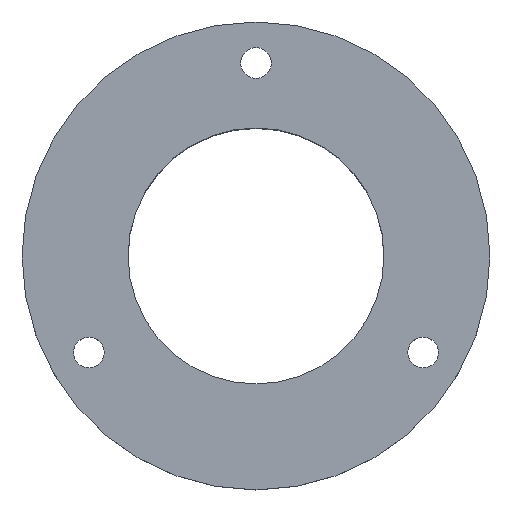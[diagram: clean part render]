
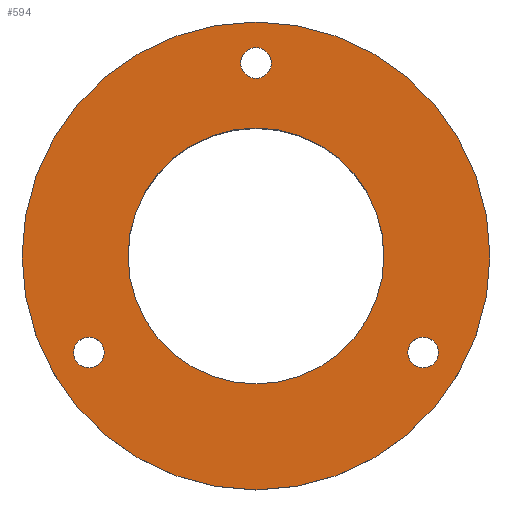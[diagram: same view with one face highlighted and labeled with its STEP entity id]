
A CAD part, top view. The second image highlights one B-rep face of the part: STEP entity #594.
In plain terms, the highlighted planar face has unit normal (0, 0, 1).
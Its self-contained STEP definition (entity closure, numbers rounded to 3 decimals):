
#4 = DIRECTION ( 'NONE',  ( -1., 0., 0. ) ) ;
#8 = CARTESIAN_POINT ( 'NONE',  ( -17.5, 0., 20. ) ) ;
#10 = CARTESIAN_POINT ( 'NONE',  ( 0., 0., 20. ) ) ;
#26 = ORIENTED_EDGE ( 'NONE', *, *, #448, .T. ) ;
#30 = VERTEX_POINT ( 'NONE', #477 ) ;
#42 = VERTEX_POINT ( 'NONE', #229 ) ;
#51 = ORIENTED_EDGE ( 'NONE', *, *, #364, .T. ) ;
#57 = EDGE_CURVE ( 'NONE', #412, #660, #345, .T. ) ;
#82 = EDGE_LOOP ( 'NONE', ( #243, #51 ) ) ;
#89 = CARTESIAN_POINT ( 'NONE',  ( 22.863, -13.2, 20. ) ) ;
#98 = ORIENTED_EDGE ( 'NONE', *, *, #685, .T. ) ;
#100 = VERTEX_POINT ( 'NONE', #375 ) ;
#102 = CARTESIAN_POINT ( 'NONE',  ( -22.863, -13.2, 20. ) ) ;
#103 = CIRCLE ( 'NONE', #459, 2.1 ) ;
#107 = AXIS2_PLACEMENT_3D ( 'NONE', #495, #661, #178 ) ;
#114 = DIRECTION ( 'NONE',  ( 0., 0., -1. ) ) ;
#120 = FACE_OUTER_BOUND ( 'NONE', #82, .T. ) ;
#136 = DIRECTION ( 'NONE',  ( 0., 0., -1. ) ) ;
#141 = CIRCLE ( 'NONE', #611, 17.5 ) ;
#148 = EDGE_CURVE ( 'NONE', #670, #473, #614, .T. ) ;
#150 = CIRCLE ( 'NONE', #281, 2.1 ) ;
#159 = DIRECTION ( 'NONE',  ( 0.5, -0.866, 0. ) ) ;
#161 = FACE_BOUND ( 'NONE', #571, .T. ) ;
#167 = CIRCLE ( 'NONE', #107, 2.1 ) ;
#169 = DIRECTION ( 'NONE',  ( 1., 0., 0. ) ) ;
#174 = DIRECTION ( 'NONE',  ( 0., 0., 1. ) ) ;
#177 = CARTESIAN_POINT ( 'NONE',  ( 32., 0., 20. ) ) ;
#178 = DIRECTION ( 'NONE',  ( 0.5, 0.866, 0. ) ) ;
#181 = AXIS2_PLACEMENT_3D ( 'NONE', #182, #136, #353 ) ;
#182 = CARTESIAN_POINT ( 'NONE',  ( 0., 26.4, 20. ) ) ;
#197 = ORIENTED_EDGE ( 'NONE', *, *, #276, .T. ) ;
#222 = PLANE ( 'NONE',  #663 ) ;
#224 = CIRCLE ( 'NONE', #612, 2.1 ) ;
#228 = DIRECTION ( 'NONE',  ( 0.5, -0.866, 0. ) ) ;
#229 = CARTESIAN_POINT ( 'NONE',  ( -23.913, -11.381, 20. ) ) ;
#237 = AXIS2_PLACEMENT_3D ( 'NONE', #10, #282, #479 ) ;
#243 = ORIENTED_EDGE ( 'NONE', *, *, #148, .T. ) ;
#257 = AXIS2_PLACEMENT_3D ( 'NONE', #566, #408, #626 ) ;
#261 = ORIENTED_EDGE ( 'NONE', *, *, #519, .F. ) ;
#276 = EDGE_CURVE ( 'NONE', #422, #30, #167, .T. ) ;
#281 = AXIS2_PLACEMENT_3D ( 'NONE', #89, #671, #501 ) ;
#282 = DIRECTION ( 'NONE',  ( 0., 0., 1. ) ) ;
#293 = EDGE_LOOP ( 'NONE', ( #26, #644 ) ) ;
#299 = AXIS2_PLACEMENT_3D ( 'NONE', #432, #174, #169 ) ;
#311 = EDGE_LOOP ( 'NONE', ( #98, #617 ) ) ;
#345 = CIRCLE ( 'NONE', #237, 17.5 ) ;
#351 = VERTEX_POINT ( 'NONE', #621 ) ;
#353 = DIRECTION ( 'NONE',  ( -1., 0., 0. ) ) ;
#364 = EDGE_CURVE ( 'NONE', #473, #670, #569, .T. ) ;
#372 = CIRCLE ( 'NONE', #181, 2.1 ) ;
#375 = CARTESIAN_POINT ( 'NONE',  ( 2.1, 26.4, 20. ) ) ;
#384 = DIRECTION ( 'NONE',  ( 0., 0., -1. ) ) ;
#408 = DIRECTION ( 'NONE',  ( 0., 0., 1. ) ) ;
#412 = VERTEX_POINT ( 'NONE', #643 ) ;
#414 = DIRECTION ( 'NONE',  ( 0., 0., -1. ) ) ;
#415 = EDGE_LOOP ( 'NONE', ( #526, #197 ) ) ;
#420 = DIRECTION ( 'NONE',  ( 1., 0., 0. ) ) ;
#422 = VERTEX_POINT ( 'NONE', #633 ) ;
#431 = CARTESIAN_POINT ( 'NONE',  ( 0., 0., 20. ) ) ;
#432 = CARTESIAN_POINT ( 'NONE',  ( 0., 0., 20. ) ) ;
#435 = CARTESIAN_POINT ( 'NONE',  ( 0., 26.4, 20. ) ) ;
#437 = CARTESIAN_POINT ( 'NONE',  ( 0., 0., 20. ) ) ;
#448 = EDGE_CURVE ( 'NONE', #505, #42, #460, .T. ) ;
#459 = AXIS2_PLACEMENT_3D ( 'NONE', #474, #114, #228 ) ;
#460 = CIRCLE ( 'NONE', #554, 2.1 ) ;
#473 = VERTEX_POINT ( 'NONE', #595 ) ;
#474 = CARTESIAN_POINT ( 'NONE',  ( -22.863, -13.2, 20. ) ) ;
#477 = CARTESIAN_POINT ( 'NONE',  ( 23.913, -11.381, 20. ) ) ;
#479 = DIRECTION ( 'NONE',  ( 1., 0., 0. ) ) ;
#490 = EDGE_CURVE ( 'NONE', #100, #351, #224, .T. ) ;
#495 = CARTESIAN_POINT ( 'NONE',  ( 22.863, -13.2, 20. ) ) ;
#501 = DIRECTION ( 'NONE',  ( 0.5, 0.866, 0. ) ) ;
#505 = VERTEX_POINT ( 'NONE', #654 ) ;
#519 = EDGE_CURVE ( 'NONE', #660, #412, #141, .T. ) ;
#526 = ORIENTED_EDGE ( 'NONE', *, *, #697, .T. ) ;
#542 = DIRECTION ( 'NONE',  ( 0., 0., 1. ) ) ;
#554 = AXIS2_PLACEMENT_3D ( 'NONE', #102, #414, #159 ) ;
#563 = EDGE_CURVE ( 'NONE', #42, #505, #103, .T. ) ;
#566 = CARTESIAN_POINT ( 'NONE',  ( 0., 0., 20. ) ) ;
#569 = CIRCLE ( 'NONE', #257, 32. ) ;
#571 = EDGE_LOOP ( 'NONE', ( #261, #634 ) ) ;
#594 = ADVANCED_FACE ( 'NONE', ( #161, #707, #597, #701, #120 ), #222, .T. ) ;
#595 = CARTESIAN_POINT ( 'NONE',  ( -32., 0., 20. ) ) ;
#597 = FACE_BOUND ( 'NONE', #415, .T. ) ;
#611 = AXIS2_PLACEMENT_3D ( 'NONE', #437, #659, #648 ) ;
#612 = AXIS2_PLACEMENT_3D ( 'NONE', #435, #384, #4 ) ;
#614 = CIRCLE ( 'NONE', #299, 32. ) ;
#617 = ORIENTED_EDGE ( 'NONE', *, *, #490, .T. ) ;
#621 = CARTESIAN_POINT ( 'NONE',  ( -2.1, 26.4, 20. ) ) ;
#626 = DIRECTION ( 'NONE',  ( 1., 0., 0. ) ) ;
#633 = CARTESIAN_POINT ( 'NONE',  ( 21.813, -15.019, 20. ) ) ;
#634 = ORIENTED_EDGE ( 'NONE', *, *, #57, .F. ) ;
#643 = CARTESIAN_POINT ( 'NONE',  ( 17.5, 0., 20. ) ) ;
#644 = ORIENTED_EDGE ( 'NONE', *, *, #563, .T. ) ;
#648 = DIRECTION ( 'NONE',  ( 1., 0., 0. ) ) ;
#654 = CARTESIAN_POINT ( 'NONE',  ( -21.813, -15.019, 20. ) ) ;
#659 = DIRECTION ( 'NONE',  ( 0., 0., 1. ) ) ;
#660 = VERTEX_POINT ( 'NONE', #8 ) ;
#661 = DIRECTION ( 'NONE',  ( 0., 0., -1. ) ) ;
#663 = AXIS2_PLACEMENT_3D ( 'NONE', #431, #542, #420 ) ;
#670 = VERTEX_POINT ( 'NONE', #177 ) ;
#671 = DIRECTION ( 'NONE',  ( 0., 0., -1. ) ) ;
#685 = EDGE_CURVE ( 'NONE', #351, #100, #372, .T. ) ;
#697 = EDGE_CURVE ( 'NONE', #30, #422, #150, .T. ) ;
#701 = FACE_BOUND ( 'NONE', #311, .T. ) ;
#707 = FACE_BOUND ( 'NONE', #293, .T. ) ;
